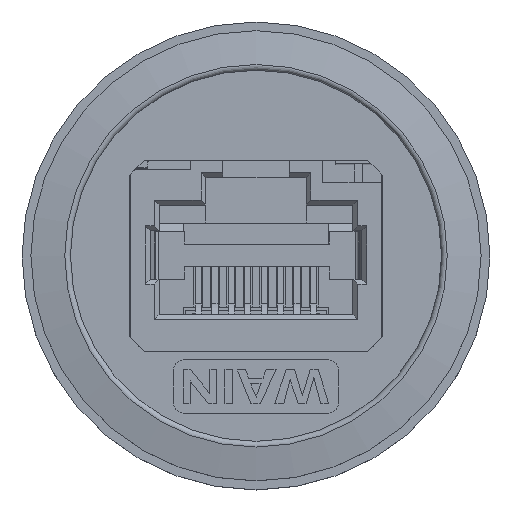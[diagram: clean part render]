
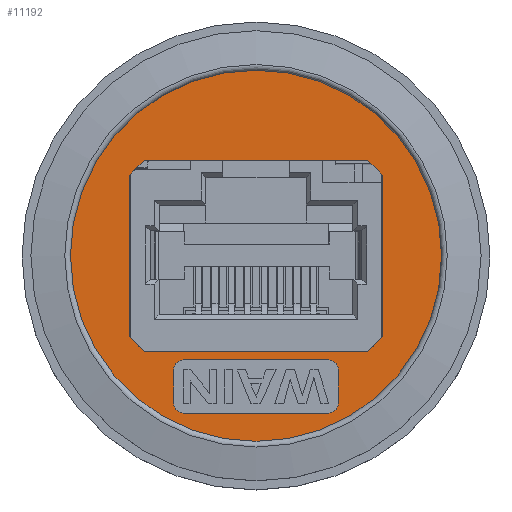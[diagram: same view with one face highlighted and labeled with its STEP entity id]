
A CAD part, top view. The second image highlights one B-rep face of the part: STEP entity #11192.
In plain terms, the highlighted planar face has unit normal (0, 0, 1).
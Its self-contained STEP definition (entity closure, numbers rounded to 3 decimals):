
#10026=FACE_BOUND('',#15766,.T.);
#10027=FACE_BOUND('',#15767,.T.);
#10028=FACE_BOUND('',#15768,.T.);
#11192=ADVANCED_FACE('',(#10026,#10027,#10028),#12723,.T.);
#12723=PLANE('',#41641);
#15766=EDGE_LOOP('',(#19351,#19352,#19353,#19354,#19355,#19356,#19357,#19358));
#15767=EDGE_LOOP('',(#19359,#19360,#19361,#19362,#19363,#19364,#19365,#19366));
#15768=EDGE_LOOP('',(#19367));
#17348=CIRCLE('',#41614,11.5);
#17349=CIRCLE('',#41621,0.6);
#17350=CIRCLE('',#41624,0.6);
#17351=CIRCLE('',#41627,0.6);
#17352=CIRCLE('',#41630,0.6);
#19351=ORIENTED_EDGE('',*,*,#30610,.F.);
#19352=ORIENTED_EDGE('',*,*,#30608,.F.);
#19353=ORIENTED_EDGE('',*,*,#30606,.F.);
#19354=ORIENTED_EDGE('',*,*,#30604,.F.);
#19355=ORIENTED_EDGE('',*,*,#30602,.F.);
#19356=ORIENTED_EDGE('',*,*,#30600,.F.);
#19357=ORIENTED_EDGE('',*,*,#30598,.F.);
#19358=ORIENTED_EDGE('',*,*,#30595,.F.);
#19359=ORIENTED_EDGE('',*,*,#30594,.T.);
#19360=ORIENTED_EDGE('',*,*,#30592,.T.);
#19361=ORIENTED_EDGE('',*,*,#30588,.T.);
#19362=ORIENTED_EDGE('',*,*,#30626,.T.);
#19363=ORIENTED_EDGE('',*,*,#30628,.T.);
#19364=ORIENTED_EDGE('',*,*,#30629,.T.);
#19365=ORIENTED_EDGE('',*,*,#30613,.T.);
#19366=ORIENTED_EDGE('',*,*,#30584,.T.);
#19367=ORIENTED_EDGE('',*,*,#30582,.T.);
#27443=VERTEX_POINT('',#78545);
#27444=VERTEX_POINT('',#78548);
#27445=VERTEX_POINT('',#78550);
#27448=VERTEX_POINT('',#78557);
#27449=VERTEX_POINT('',#78559);
#27451=VERTEX_POINT('',#78566);
#27452=VERTEX_POINT('',#78572);
#27453=VERTEX_POINT('',#78573);
#27454=VERTEX_POINT('',#78578);
#27455=VERTEX_POINT('',#78582);
#27456=VERTEX_POINT('',#78586);
#27457=VERTEX_POINT('',#78590);
#27458=VERTEX_POINT('',#78594);
#27459=VERTEX_POINT('',#78598);
#27460=VERTEX_POINT('',#78606);
#27464=VERTEX_POINT('',#78628);
#27465=VERTEX_POINT('',#78633);
#30582=EDGE_CURVE('',#27443,#27443,#17348,.T.);
#30584=EDGE_CURVE('',#27445,#27444,#34628,.T.);
#30588=EDGE_CURVE('',#27449,#27448,#34632,.T.);
#30592=EDGE_CURVE('',#27451,#27449,#34636,.T.);
#30594=EDGE_CURVE('',#27444,#27451,#34638,.T.);
#30595=EDGE_CURVE('',#27452,#27453,#34639,.T.);
#30598=EDGE_CURVE('',#27453,#27454,#17349,.T.);
#30600=EDGE_CURVE('',#27454,#27455,#34643,.T.);
#30602=EDGE_CURVE('',#27455,#27456,#17350,.T.);
#30604=EDGE_CURVE('',#27456,#27457,#34646,.T.);
#30606=EDGE_CURVE('',#27457,#27458,#17351,.T.);
#30608=EDGE_CURVE('',#27458,#27459,#34649,.T.);
#30610=EDGE_CURVE('',#27459,#27452,#17352,.T.);
#30613=EDGE_CURVE('',#27460,#27445,#34653,.T.);
#30626=EDGE_CURVE('',#27448,#27464,#34664,.T.);
#30628=EDGE_CURVE('',#27464,#27465,#34666,.T.);
#30629=EDGE_CURVE('',#27465,#27460,#34667,.T.);
#34628=LINE('',#78549,#38159);
#34632=LINE('',#78558,#38163);
#34636=LINE('',#78565,#38167);
#34638=LINE('',#78569,#38169);
#34639=LINE('',#78571,#38170);
#34643=LINE('',#78581,#38174);
#34646=LINE('',#78589,#38177);
#34649=LINE('',#78597,#38180);
#34653=LINE('',#78605,#38184);
#34664=LINE('',#78629,#38195);
#34666=LINE('',#78632,#38197);
#34667=LINE('',#78634,#38198);
#38159=VECTOR('',#44302,1.);
#38163=VECTOR('',#44308,1.);
#38167=VECTOR('',#44314,1.);
#38169=VECTOR('',#44318,1.);
#38170=VECTOR('',#44321,1.);
#38174=VECTOR('',#44331,1.);
#38177=VECTOR('',#44340,1.);
#38180=VECTOR('',#44349,1.);
#38184=VECTOR('',#44359,1.);
#38195=VECTOR('',#44386,1.);
#38197=VECTOR('',#44390,1.);
#38198=VECTOR('',#44391,1.);
#41614=AXIS2_PLACEMENT_3D('',#78544,#44297,#44298);
#41621=AXIS2_PLACEMENT_3D('',#78577,#44326,#44327);
#41624=AXIS2_PLACEMENT_3D('',#78585,#44335,#44336);
#41627=AXIS2_PLACEMENT_3D('',#78593,#44344,#44345);
#41630=AXIS2_PLACEMENT_3D('',#78601,#44353,#44354);
#41641=AXIS2_PLACEMENT_3D('',#78635,#44392,#44393);
#44297=DIRECTION('',(0.,0.,1.));
#44298=DIRECTION('',(1.,0.,0.));
#44302=DIRECTION('',(0.707,-0.707,0.));
#44308=DIRECTION('',(-1.,0.,0.));
#44314=DIRECTION('',(-0.707,-0.707,0.));
#44318=DIRECTION('',(0.,-1.,0.));
#44321=DIRECTION('',(0.,1.,0.));
#44326=DIRECTION('',(0.,0.,1.));
#44327=DIRECTION('',(1.,0.,0.));
#44331=DIRECTION('',(-1.,0.,0.));
#44335=DIRECTION('',(0.,0.,1.));
#44336=DIRECTION('',(1.,0.,0.));
#44340=DIRECTION('',(0.,-1.,0.));
#44344=DIRECTION('',(0.,0.,1.));
#44345=DIRECTION('',(1.,0.,0.));
#44349=DIRECTION('',(1.,0.,0.));
#44353=DIRECTION('',(0.,0.,1.));
#44354=DIRECTION('',(1.,0.,0.));
#44359=DIRECTION('',(1.,0.,0.));
#44386=DIRECTION('',(-0.707,0.707,0.));
#44390=DIRECTION('',(0.,1.,0.));
#44391=DIRECTION('',(0.707,0.707,0.));
#44392=DIRECTION('',(0.,0.,1.));
#44393=DIRECTION('',(0.,1.,0.));
#78544=CARTESIAN_POINT('',(0.,0.,-10.501));
#78545=CARTESIAN_POINT('',(11.5,0.,-10.501));
#78548=CARTESIAN_POINT('',(7.85,4.997,-10.501));
#78549=CARTESIAN_POINT('',(6.923,5.925,-10.501));
#78550=CARTESIAN_POINT('',(6.923,5.925,-10.501));
#78557=CARTESIAN_POINT('',(-6.923,-5.925,-10.501));
#78558=CARTESIAN_POINT('',(6.923,-5.925,-10.501));
#78559=CARTESIAN_POINT('',(6.923,-5.925,-10.501));
#78565=CARTESIAN_POINT('',(7.923,-4.925,-10.501));
#78566=CARTESIAN_POINT('',(7.85,-4.998,-10.501));
#78569=CARTESIAN_POINT('',(7.85,4.925,-10.501));
#78571=CARTESIAN_POINT('',(5.1,-10.908,-10.501));
#78572=CARTESIAN_POINT('',(5.1,-9.15,-10.501));
#78573=CARTESIAN_POINT('',(5.1,-7.05,-10.501));
#78577=CARTESIAN_POINT('',(4.5,-7.05,-10.501));
#78578=CARTESIAN_POINT('',(4.5,-6.45,-10.501));
#78581=CARTESIAN_POINT('',(11.028,-6.45,-10.501));
#78582=CARTESIAN_POINT('',(-4.5,-6.45,-10.501));
#78585=CARTESIAN_POINT('',(-4.5,-7.05,-10.501));
#78586=CARTESIAN_POINT('',(-5.1,-7.05,-10.501));
#78589=CARTESIAN_POINT('',(-5.1,-10.908,-10.501));
#78590=CARTESIAN_POINT('',(-5.1,-9.15,-10.501));
#78593=CARTESIAN_POINT('',(-4.5,-9.15,-10.501));
#78594=CARTESIAN_POINT('',(-4.5,-9.75,-10.501));
#78597=CARTESIAN_POINT('',(11.028,-9.75,-10.501));
#78598=CARTESIAN_POINT('',(4.5,-9.75,-10.501));
#78601=CARTESIAN_POINT('',(4.5,-9.15,-10.501));
#78605=CARTESIAN_POINT('',(-6.923,5.925,-10.501));
#78606=CARTESIAN_POINT('',(-6.923,5.925,-10.501));
#78628=CARTESIAN_POINT('',(-7.85,-4.998,-10.501));
#78629=CARTESIAN_POINT('',(-6.923,-5.925,-10.501));
#78632=CARTESIAN_POINT('',(-7.85,-4.925,-10.501));
#78633=CARTESIAN_POINT('',(-7.85,4.997,-10.501));
#78634=CARTESIAN_POINT('',(-7.923,4.925,-10.501));
#78635=CARTESIAN_POINT('',(11.028,-11.028,-10.501));
